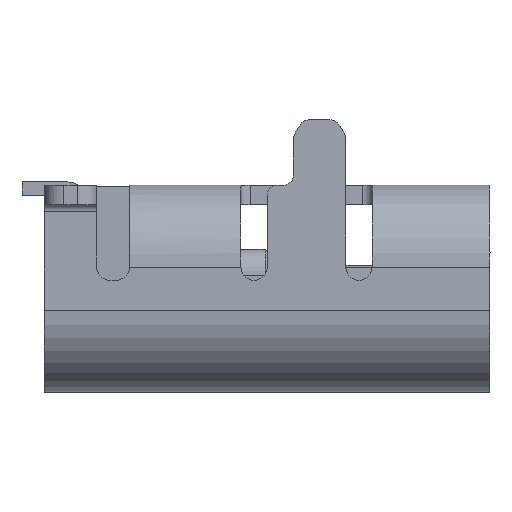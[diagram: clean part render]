
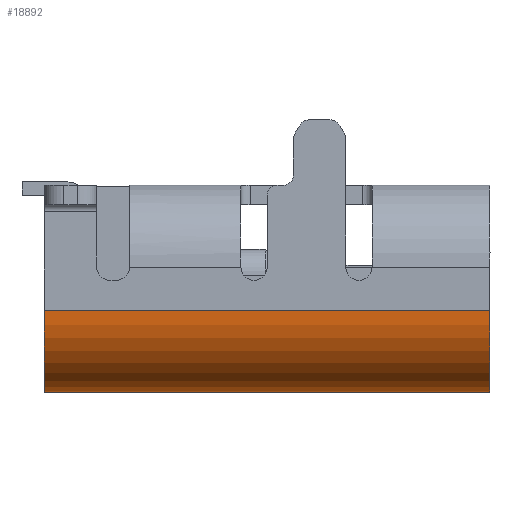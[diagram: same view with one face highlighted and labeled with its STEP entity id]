
A CAD part, left-side view. The second image highlights one B-rep face of the part: STEP entity #18892.
In plain terms, the highlighted cylindrical face has radius 1.25 mm (diameter 2.5 mm), a partial arc.
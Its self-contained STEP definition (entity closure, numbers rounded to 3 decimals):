
#890=CARTESIAN_POINT('',(-7.265,-5.1,9.54));
#891=DIRECTION('',(0.,-1.,0.));
#892=DIRECTION('',(-1.,0.,0.));
#893=AXIS2_PLACEMENT_3D('',#890,#891,#892);
#999=CARTESIAN_POINT('',(-7.265,-11.9,9.54));
#1000=DIRECTION('',(0.,1.,0.));
#1001=DIRECTION('',(0.,0.,-1.));
#1002=AXIS2_PLACEMENT_3D('',#999,#1000,#1001);
#4263=DIRECTION('',(0.,-1.,0.));
#4264=VECTOR('',#4263,6.8);
#4265=CARTESIAN_POINT('',(-8.515,-5.1,
9.54));
#4266=LINE('',#4265,#4264);
#4267=DIRECTION('',(0.,1.,0.));
#4268=VECTOR('',#4267,6.8);
#4269=CARTESIAN_POINT('',(-7.265,-11.9,
8.29));
#4270=LINE('',#4269,#4268);
#10194=CARTESIAN_POINT('',(-7.265,-5.1,
8.29));
#10195=VERTEX_POINT('',#10194);
#10196=CARTESIAN_POINT('',(-7.265,-11.9,
8.29));
#10197=VERTEX_POINT('',#10196);
#10506=CARTESIAN_POINT('',(-8.515,-5.1,
9.54));
#10508=VERTEX_POINT('',#10506);
#10521=CARTESIAN_POINT('',(-8.515,-11.9,
9.54));
#10523=VERTEX_POINT('',#10521);
#18881=CARTESIAN_POINT('',(-7.265,6056930.091,
9.54));
#18882=DIRECTION('',(0.,-1.,0.));
#18883=DIRECTION('',(1.,0.,0.));
#18884=AXIS2_PLACEMENT_3D('',#18881,#18882,#18883);
#18885=CYLINDRICAL_SURFACE('',#18884,1.25);
#18886=ORIENTED_EDGE('',*,*,#12517,.T.);
#18887=ORIENTED_EDGE('',*,*,#12588,.F.);
#18888=ORIENTED_EDGE('',*,*,#12348,.T.);
#18889=ORIENTED_EDGE('',*,*,#12481,.F.);
#18890=EDGE_LOOP('',(#18886,#18887,#18888,#18889));
#18891=FACE_OUTER_BOUND('',#18890,.F.);
#894=CIRCLE('',#893,1.25);
#1003=CIRCLE('',#1002,1.25);
#12348=EDGE_CURVE('',#10197,#10195,#4270,.T.);
#12481=EDGE_CURVE('',#10508,#10195,#894,.T.);
#12517=EDGE_CURVE('',#10508,#10523,#4266,.T.);
#12588=EDGE_CURVE('',#10197,#10523,#1003,.T.);
#18892=ADVANCED_FACE('',(#18891),#18885,.T.);
